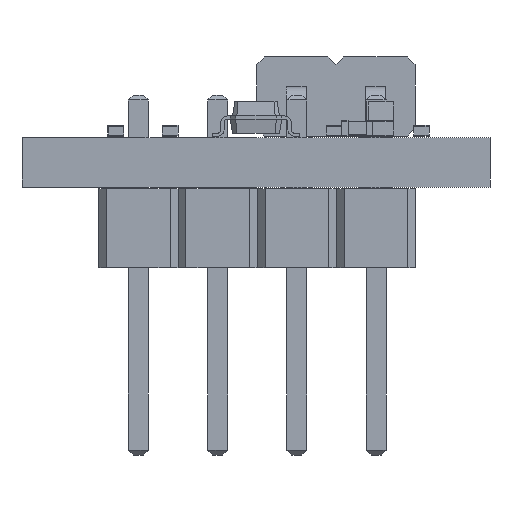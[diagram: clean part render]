
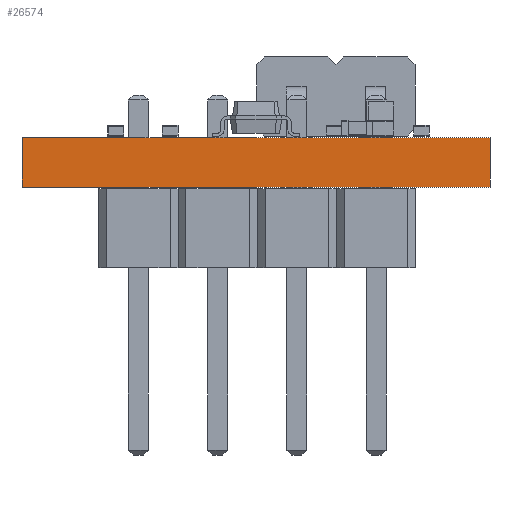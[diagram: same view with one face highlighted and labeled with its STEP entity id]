
A CAD part, front view. The second image highlights one B-rep face of the part: STEP entity #26574.
In plain terms, the highlighted planar face has unit normal (0, -1, 0).
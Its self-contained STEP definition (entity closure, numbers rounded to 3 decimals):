
#26574 = ADVANCED_FACE('',(#26575),#26589,.T.);
#26575 = FACE_BOUND('',#26576,.T.);
#26576 = EDGE_LOOP('',(#26577,#26612,#26640,#26668));
#26577 = ORIENTED_EDGE('',*,*,#26578,.T.);
#26578 = EDGE_CURVE('',#26579,#26581,#26583,.T.);
#26579 = VERTEX_POINT('',#26580);
#26580 = CARTESIAN_POINT('',(33.5,-35.,0.));
#26581 = VERTEX_POINT('',#26582);
#26582 = CARTESIAN_POINT('',(33.5,-35.,1.58));
#26583 = SURFACE_CURVE('',#26584,(#26588,#26600),.PCURVE_S1.);
#26584 = LINE('',#26585,#26586);
#26585 = CARTESIAN_POINT('',(33.5,-35.,0.));
#26586 = VECTOR('',#26587,1.);
#26587 = DIRECTION('',(0.,0.,1.));
#26588 = PCURVE('',#26589,#26594);
#26589 = PLANE('',#26590);
#26590 = AXIS2_PLACEMENT_3D('',#26591,#26592,#26593);
#26591 = CARTESIAN_POINT('',(33.5,-35.,0.));
#26592 = DIRECTION('',(0.,-1.,0.));
#26593 = DIRECTION('',(-1.,0.,0.));
#26594 = DEFINITIONAL_REPRESENTATION('',(#26595),#26599);
#26595 = LINE('',#26596,#26597);
#26596 = CARTESIAN_POINT('',(0.,-0.));
#26597 = VECTOR('',#26598,1.);
#26598 = DIRECTION('',(0.,-1.));
#26599 = ( GEOMETRIC_REPRESENTATION_CONTEXT(2) 
PARAMETRIC_REPRESENTATION_CONTEXT() REPRESENTATION_CONTEXT('2D SPACE',''
  ) );
#26600 = PCURVE('',#26601,#26606);
#26601 = PLANE('',#26602);
#26602 = AXIS2_PLACEMENT_3D('',#26603,#26604,#26605);
#26603 = CARTESIAN_POINT('',(33.5,-20.,0.));
#26604 = DIRECTION('',(1.,0.,-0.));
#26605 = DIRECTION('',(0.,-1.,0.));
#26606 = DEFINITIONAL_REPRESENTATION('',(#26607),#26611);
#26607 = LINE('',#26608,#26609);
#26608 = CARTESIAN_POINT('',(15.,0.));
#26609 = VECTOR('',#26610,1.);
#26610 = DIRECTION('',(0.,-1.));
#26611 = ( GEOMETRIC_REPRESENTATION_CONTEXT(2) 
PARAMETRIC_REPRESENTATION_CONTEXT() REPRESENTATION_CONTEXT('2D SPACE',''
  ) );
#26612 = ORIENTED_EDGE('',*,*,#26613,.T.);
#26613 = EDGE_CURVE('',#26581,#26614,#26616,.T.);
#26614 = VERTEX_POINT('',#26615);
#26615 = CARTESIAN_POINT('',(18.5,-35.,1.58));
#26616 = SURFACE_CURVE('',#26617,(#26621,#26628),.PCURVE_S1.);
#26617 = LINE('',#26618,#26619);
#26618 = CARTESIAN_POINT('',(33.5,-35.,1.58));
#26619 = VECTOR('',#26620,1.);
#26620 = DIRECTION('',(-1.,0.,0.));
#26621 = PCURVE('',#26589,#26622);
#26622 = DEFINITIONAL_REPRESENTATION('',(#26623),#26627);
#26623 = LINE('',#26624,#26625);
#26624 = CARTESIAN_POINT('',(0.,-1.58));
#26625 = VECTOR('',#26626,1.);
#26626 = DIRECTION('',(1.,0.));
#26627 = ( GEOMETRIC_REPRESENTATION_CONTEXT(2) 
PARAMETRIC_REPRESENTATION_CONTEXT() REPRESENTATION_CONTEXT('2D SPACE',''
  ) );
#26628 = PCURVE('',#26629,#26634);
#26629 = PLANE('',#26630);
#26630 = AXIS2_PLACEMENT_3D('',#26631,#26632,#26633);
#26631 = CARTESIAN_POINT('',(26.,-27.5,1.58));
#26632 = DIRECTION('',(-0.,-0.,-1.));
#26633 = DIRECTION('',(-1.,0.,0.));
#26634 = DEFINITIONAL_REPRESENTATION('',(#26635),#26639);
#26635 = LINE('',#26636,#26637);
#26636 = CARTESIAN_POINT('',(-7.5,-7.5));
#26637 = VECTOR('',#26638,1.);
#26638 = DIRECTION('',(1.,0.));
#26639 = ( GEOMETRIC_REPRESENTATION_CONTEXT(2) 
PARAMETRIC_REPRESENTATION_CONTEXT() REPRESENTATION_CONTEXT('2D SPACE',''
  ) );
#26640 = ORIENTED_EDGE('',*,*,#26641,.F.);
#26641 = EDGE_CURVE('',#26642,#26614,#26644,.T.);
#26642 = VERTEX_POINT('',#26643);
#26643 = CARTESIAN_POINT('',(18.5,-35.,0.));
#26644 = SURFACE_CURVE('',#26645,(#26649,#26656),.PCURVE_S1.);
#26645 = LINE('',#26646,#26647);
#26646 = CARTESIAN_POINT('',(18.5,-35.,0.));
#26647 = VECTOR('',#26648,1.);
#26648 = DIRECTION('',(0.,0.,1.));
#26649 = PCURVE('',#26589,#26650);
#26650 = DEFINITIONAL_REPRESENTATION('',(#26651),#26655);
#26651 = LINE('',#26652,#26653);
#26652 = CARTESIAN_POINT('',(15.,0.));
#26653 = VECTOR('',#26654,1.);
#26654 = DIRECTION('',(0.,-1.));
#26655 = ( GEOMETRIC_REPRESENTATION_CONTEXT(2) 
PARAMETRIC_REPRESENTATION_CONTEXT() REPRESENTATION_CONTEXT('2D SPACE',''
  ) );
#26656 = PCURVE('',#26657,#26662);
#26657 = PLANE('',#26658);
#26658 = AXIS2_PLACEMENT_3D('',#26659,#26660,#26661);
#26659 = CARTESIAN_POINT('',(18.5,-35.,0.));
#26660 = DIRECTION('',(-1.,0.,0.));
#26661 = DIRECTION('',(0.,1.,0.));
#26662 = DEFINITIONAL_REPRESENTATION('',(#26663),#26667);
#26663 = LINE('',#26664,#26665);
#26664 = CARTESIAN_POINT('',(0.,0.));
#26665 = VECTOR('',#26666,1.);
#26666 = DIRECTION('',(0.,-1.));
#26667 = ( GEOMETRIC_REPRESENTATION_CONTEXT(2) 
PARAMETRIC_REPRESENTATION_CONTEXT() REPRESENTATION_CONTEXT('2D SPACE',''
  ) );
#26668 = ORIENTED_EDGE('',*,*,#26669,.F.);
#26669 = EDGE_CURVE('',#26579,#26642,#26670,.T.);
#26670 = SURFACE_CURVE('',#26671,(#26675,#26682),.PCURVE_S1.);
#26671 = LINE('',#26672,#26673);
#26672 = CARTESIAN_POINT('',(33.5,-35.,0.));
#26673 = VECTOR('',#26674,1.);
#26674 = DIRECTION('',(-1.,0.,0.));
#26675 = PCURVE('',#26589,#26676);
#26676 = DEFINITIONAL_REPRESENTATION('',(#26677),#26681);
#26677 = LINE('',#26678,#26679);
#26678 = CARTESIAN_POINT('',(0.,-0.));
#26679 = VECTOR('',#26680,1.);
#26680 = DIRECTION('',(1.,0.));
#26681 = ( GEOMETRIC_REPRESENTATION_CONTEXT(2) 
PARAMETRIC_REPRESENTATION_CONTEXT() REPRESENTATION_CONTEXT('2D SPACE',''
  ) );
#26682 = PCURVE('',#26683,#26688);
#26683 = PLANE('',#26684);
#26684 = AXIS2_PLACEMENT_3D('',#26685,#26686,#26687);
#26685 = CARTESIAN_POINT('',(26.,-27.5,0.));
#26686 = DIRECTION('',(-0.,-0.,-1.));
#26687 = DIRECTION('',(-1.,0.,0.));
#26688 = DEFINITIONAL_REPRESENTATION('',(#26689),#26693);
#26689 = LINE('',#26690,#26691);
#26690 = CARTESIAN_POINT('',(-7.5,-7.5));
#26691 = VECTOR('',#26692,1.);
#26692 = DIRECTION('',(1.,0.));
#26693 = ( GEOMETRIC_REPRESENTATION_CONTEXT(2) 
PARAMETRIC_REPRESENTATION_CONTEXT() REPRESENTATION_CONTEXT('2D SPACE',''
  ) );
